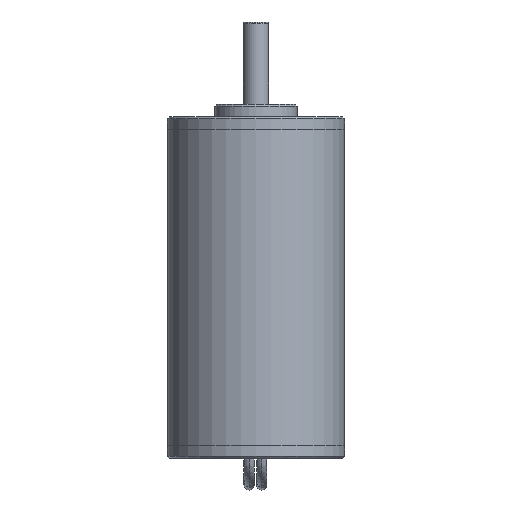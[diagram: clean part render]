
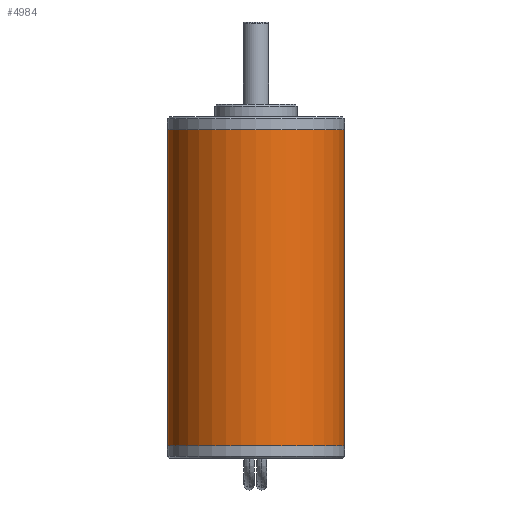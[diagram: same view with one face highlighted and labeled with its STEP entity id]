
A CAD part, front view. The second image highlights one B-rep face of the part: STEP entity #4984.
In plain terms, the highlighted cylindrical face has radius 14 mm (diameter 28 mm), a partial arc.
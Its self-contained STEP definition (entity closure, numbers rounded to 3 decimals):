
#50 = EDGE_CURVE ( 'NONE', #4072, #4749, #4839, .T. ) ;
#176 = ORIENTED_EDGE ( 'NONE', *, *, #3698, .T. ) ;
#418 = VERTEX_POINT ( 'NONE', #2174 ) ;
#463 = CARTESIAN_POINT ( 'NONE',  ( 0., 0., 52. ) ) ;
#499 = CARTESIAN_POINT ( 'NONE',  ( -14., 0., 2. ) ) ;
#654 = VECTOR ( 'NONE', #2074, 1000. ) ;
#693 = CARTESIAN_POINT ( 'NONE',  ( 0., 0., 2. ) ) ;
#748 = CARTESIAN_POINT ( 'NONE',  ( 0., 0., 2. ) ) ;
#805 = LINE ( 'NONE', #499, #654 ) ;
#902 = CIRCLE ( 'NONE', #4368, 14. ) ;
#978 = DIRECTION ( 'NONE',  ( -1., 0., 0. ) ) ;
#1461 = VERTEX_POINT ( 'NONE', #3575 ) ;
#1534 = FACE_OUTER_BOUND ( 'NONE', #2024, .T. ) ;
#1730 = ORIENTED_EDGE ( 'NONE', *, *, #50, .F. ) ;
#1960 = AXIS2_PLACEMENT_3D ( 'NONE', #693, #4917, #978 ) ;
#2024 = EDGE_LOOP ( 'NONE', ( #1730, #176, #3570, #4441 ) ) ;
#2074 = DIRECTION ( 'NONE',  ( 0., 0., -1. ) ) ;
#2174 = CARTESIAN_POINT ( 'NONE',  ( -14., 0., 2. ) ) ;
#2554 = VECTOR ( 'NONE', #4131, 1000. ) ;
#3212 = EDGE_CURVE ( 'NONE', #1461, #418, #805, .T. ) ;
#3266 = DIRECTION ( 'NONE',  ( -1., 0., 0. ) ) ;
#3321 = AXIS2_PLACEMENT_3D ( 'NONE', #748, #3496, #3830 ) ;
#3341 = CARTESIAN_POINT ( 'NONE',  ( 14., 0., 2. ) ) ;
#3496 = DIRECTION ( 'NONE',  ( 0., 0., -1. ) ) ;
#3570 = ORIENTED_EDGE ( 'NONE', *, *, #3212, .T. ) ;
#3575 = CARTESIAN_POINT ( 'NONE',  ( -14., 0., 52. ) ) ;
#3698 = EDGE_CURVE ( 'NONE', #4072, #1461, #902, .T. ) ;
#3830 = DIRECTION ( 'NONE',  ( -1., 0., 0. ) ) ;
#4072 = VERTEX_POINT ( 'NONE', #4398 ) ;
#4131 = DIRECTION ( 'NONE',  ( 0., 0., -1. ) ) ;
#4295 = DIRECTION ( 'NONE',  ( 0., 0., -1. ) ) ;
#4368 = AXIS2_PLACEMENT_3D ( 'NONE', #463, #4295, #3266 ) ;
#4377 = CIRCLE ( 'NONE', #1960, 14. ) ;
#4398 = CARTESIAN_POINT ( 'NONE',  ( 14., 0., 52. ) ) ;
#4441 = ORIENTED_EDGE ( 'NONE', *, *, #4766, .F. ) ;
#4569 = CYLINDRICAL_SURFACE ( 'NONE', #3321, 14. ) ;
#4749 = VERTEX_POINT ( 'NONE', #4772 ) ;
#4766 = EDGE_CURVE ( 'NONE', #4749, #418, #4377, .T. ) ;
#4772 = CARTESIAN_POINT ( 'NONE',  ( 14., 0., 2. ) ) ;
#4839 = LINE ( 'NONE', #3341, #2554 ) ;
#4917 = DIRECTION ( 'NONE',  ( 0., 0., -1. ) ) ;
#4984 = ADVANCED_FACE ( 'NONE', ( #1534 ), #4569, .T. ) ;
